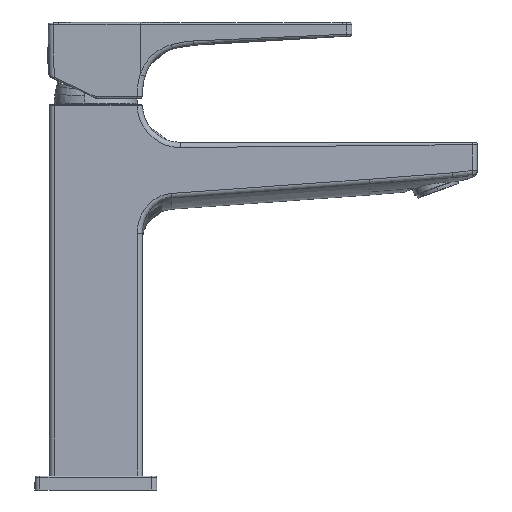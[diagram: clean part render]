
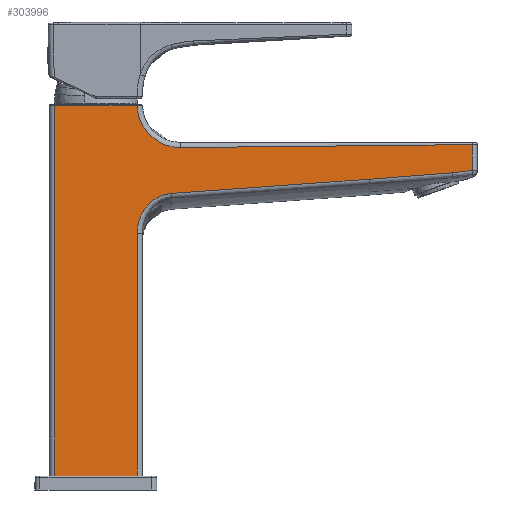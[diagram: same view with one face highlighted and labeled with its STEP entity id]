
A CAD part, front view. The second image highlights one B-rep face of the part: STEP entity #303996.
In plain terms, the highlighted planar face has unit normal (0.008, -1, 0).
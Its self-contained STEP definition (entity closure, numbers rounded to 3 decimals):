
#299036=CARTESIAN_POINT(' ',(16.265,-19.727,0.));
#299037=VERTEX_POINT(' ',#299036);
#299051=CARTESIAN_POINT(' ',(-16.235,-19.977,0.));
#299056=DIRECTION(' ',(1.,0.008,0.));
#299061=VECTOR(' ',#299056,1.);
#299066=LINE('',#299051,#299061);
#299071=CARTESIAN_POINT(' ',(-16.235,-19.977,0.));
#299072=VERTEX_POINT(' ',#299071);
#299076=EDGE_CURVE(' ',#299072,#299037,#299066,.T.);
#303501=CARTESIAN_POINT(' ',(16.265,-19.727,95.621));
#303502=VERTEX_POINT(' ',#303501);
#303516=CARTESIAN_POINT(' ',(16.265,-19.727,0.));
#303521=DIRECTION(' ',(0.,0.,1.));
#303526=VECTOR(' ',#303521,1.);
#303531=LINE('',#303516,#303526);
#303536=EDGE_CURVE(' ',#299037,#303502,#303531,.T.);
#303566=DIRECTION(' ',(0.008,-1.,0.));
#303571=CARTESIAN_POINT(' ',(-32.664,-20.103,-14.569));
#303576=DIRECTION(' ',(1.,0.008,0.));
#303581=AXIS2_PLACEMENT_3D(' ',#303571,#303566,#303576);
#303586=PLANE('',#303581);
#303591=CARTESIAN_POINT(' ',(-16.235,-19.977,145.69));
#303596=DIRECTION(' ',(0.,0.,-1.));
#303601=VECTOR(' ',#303596,1.);
#303606=LINE('',#303591,#303601);
#303611=CARTESIAN_POINT(' ',(-16.235,-19.977,145.69));
#303612=VERTEX_POINT(' ',#303611);
#303616=EDGE_CURVE(' ',#303612,#299072,#303606,.T.);
#303621=ORIENTED_EDGE(' ',*,*,#303616,.T.);
#303626=ORIENTED_EDGE(' ',*,*,#299076,.T.);
#303631=ORIENTED_EDGE(' ',*,*,#303536,.T.);
#303636=CARTESIAN_POINT(' ',(16.265,-19.727,95.621));
#303641=CARTESIAN_POINT(' ',(16.265,-19.727,100.378));
#303646=CARTESIAN_POINT(' ',(18.372,-19.711,104.985));
#303651=CARTESIAN_POINT(' ',(23.98,-19.668,109.692));
#303656=CARTESIAN_POINT(' ',(26.539,-19.648,110.866));
#303661=CARTESIAN_POINT(' ',(29.439,-19.626,111.19));
#303666=CARTESIAN_POINT(' ',(29.612,-19.625,111.206));
#303671=CARTESIAN_POINT(' ',(29.784,-19.623,111.218));
#303676=B_SPLINE_CURVE_WITH_KNOTS('',3,(#303636,#303641,#303646,#303651,#303656,#303661,#303666,#303671),.UNSPECIFIED.,.F.,.U.,(4,2,2,4),(0.,0.619,0.977,1.),.UNSPECIFIED.);
#303681=CARTESIAN_POINT(' ',(29.784,-19.623,111.218));
#303682=VERTEX_POINT(' ',#303681);
#303686=EDGE_CURVE(' ',#303502,#303682,#303676,.T.);
#303691=ORIENTED_EDGE(' ',*,*,#303686,.T.);
#303696=CARTESIAN_POINT(' ',(29.784,-19.623,111.218));
#303701=DIRECTION(' ',(0.997,0.008,0.071));
#303706=VECTOR(' ',#303701,1.);
#303711=LINE('',#303696,#303706);
#303716=CARTESIAN_POINT(' ',(107.519,-19.026,116.786));
#303717=VERTEX_POINT(' ',#303716);
#303721=EDGE_CURVE(' ',#303682,#303717,#303711,.T.);
#303726=ORIENTED_EDGE(' ',*,*,#303721,.T.);
#303731=CARTESIAN_POINT(' ',(107.519,-19.026,116.786));
#303736=CARTESIAN_POINT(' ',(117.659,-18.948,117.512));
#303741=CARTESIAN_POINT(' ',(130.414,-18.85,118.416));
#303746=CARTESIAN_POINT(' ',(140.445,-18.773,119.317));
#303751=B_SPLINE_CURVE_WITH_KNOTS('',3,(#303731,#303736,#303741,#303746),.UNSPECIFIED.,.F.,.U.,(4,4),(0.,1.),.UNSPECIFIED.);
#303756=CARTESIAN_POINT(' ',(140.445,-18.773,119.317));
#303757=VERTEX_POINT(' ',#303756);
#303761=EDGE_CURVE(' ',#303717,#303757,#303751,.T.);
#303766=ORIENTED_EDGE(' ',*,*,#303761,.T.);
#303771=CARTESIAN_POINT(' ',(140.445,-18.773,119.317));
#303776=CARTESIAN_POINT(' ',(142.922,-18.754,119.539));
#303781=CARTESIAN_POINT(' ',(145.723,-18.733,119.798));
#303786=CARTESIAN_POINT(' ',(148.064,-18.715,120.231));
#303791=B_SPLINE_CURVE_WITH_KNOTS('',3,(#303771,#303776,#303781,#303786),.UNSPECIFIED.,.F.,.U.,(4,4),(0.,1.),.UNSPECIFIED.);
#303796=CARTESIAN_POINT(' ',(148.064,-18.715,120.231));
#303797=VERTEX_POINT(' ',#303796);
#303801=EDGE_CURVE(' ',#303757,#303797,#303791,.T.);
#303806=ORIENTED_EDGE(' ',*,*,#303801,.T.);
#303811=CARTESIAN_POINT(' ',(148.064,-18.715,120.231));
#303816=DIRECTION(' ',(0.,0.,1.));
#303821=VECTOR(' ',#303816,1.);
#303826=LINE('',#303811,#303821);
#303831=CARTESIAN_POINT(' ',(148.064,-18.715,130.41));
#303832=VERTEX_POINT(' ',#303831);
#303836=EDGE_CURVE(' ',#303797,#303832,#303826,.T.);
#303841=ORIENTED_EDGE(' ',*,*,#303836,.T.);
#303846=CARTESIAN_POINT(' ',(148.064,-18.715,130.41));
#303851=CARTESIAN_POINT(' ',(137.477,-18.796,130.41));
#303856=CARTESIAN_POINT(' ',(126.414,-18.881,130.387));
#303861=CARTESIAN_POINT(' ',(104.591,-19.049,130.197));
#303866=CARTESIAN_POINT(' ',(92.416,-19.142,130.015));
#303871=CARTESIAN_POINT(' ',(67.002,-19.337,129.604));
#303876=CARTESIAN_POINT(' ',(53.023,-19.445,129.382));
#303881=CARTESIAN_POINT(' ',(36.855,-19.569,129.272));
#303886=CARTESIAN_POINT(' ',(35.067,-19.583,129.261));
#303891=CARTESIAN_POINT(' ',(33.266,-19.597,129.252));
#303896=B_SPLINE_CURVE_WITH_KNOTS('',3,(#303846,#303851,#303856,#303861,#303866,#303871,#303876,#303881,#303886,#303891),.UNSPECIFIED.,.F.,.U.,(4,2,2,2,4),(0.,0.299,0.597,0.956,1.),.UNSPECIFIED.);
#303901=CARTESIAN_POINT(' ',(33.266,-19.597,129.252));
#303902=VERTEX_POINT(' ',#303901);
#303906=EDGE_CURVE(' ',#303832,#303902,#303896,.T.);
#303911=ORIENTED_EDGE(' ',*,*,#303906,.T.);
#303916=CARTESIAN_POINT(' ',(33.206,-19.597,146.193));
#303921=DIRECTION(' ',(-0.008,1.,0.));
#303926=DIRECTION(' ',(0.004,0.,-1.));
#303931=AXIS2_PLACEMENT_3D(' ',#303916,#303921,#303926);
#303936=CIRCLE('',#303931,16.941);
#303941=CARTESIAN_POINT(' ',(16.273,-19.727,145.69));
#303942=VERTEX_POINT(' ',#303941);
#303946=EDGE_CURVE(' ',#303902,#303942,#303936,.T.);
#303951=ORIENTED_EDGE(' ',*,*,#303946,.T.);
#303956=CARTESIAN_POINT(' ',(16.273,-19.727,145.69));
#303961=DIRECTION(' ',(-1.,-0.008,0.));
#303966=VECTOR(' ',#303961,1.);
#303971=LINE('',#303956,#303966);
#303976=EDGE_CURVE(' ',#303942,#303612,#303971,.T.);
#303981=ORIENTED_EDGE(' ',*,*,#303976,.T.);
#303986=EDGE_LOOP(' ',(#303621,#303626,#303631,#303691,#303726,#303766,#303806,#303841,#303911,#303951,#303981));
#303991=FACE_OUTER_BOUND(' ',#303986,.T.);
#303996=ADVANCED_FACE('',(#303991),#303586,.T.);
